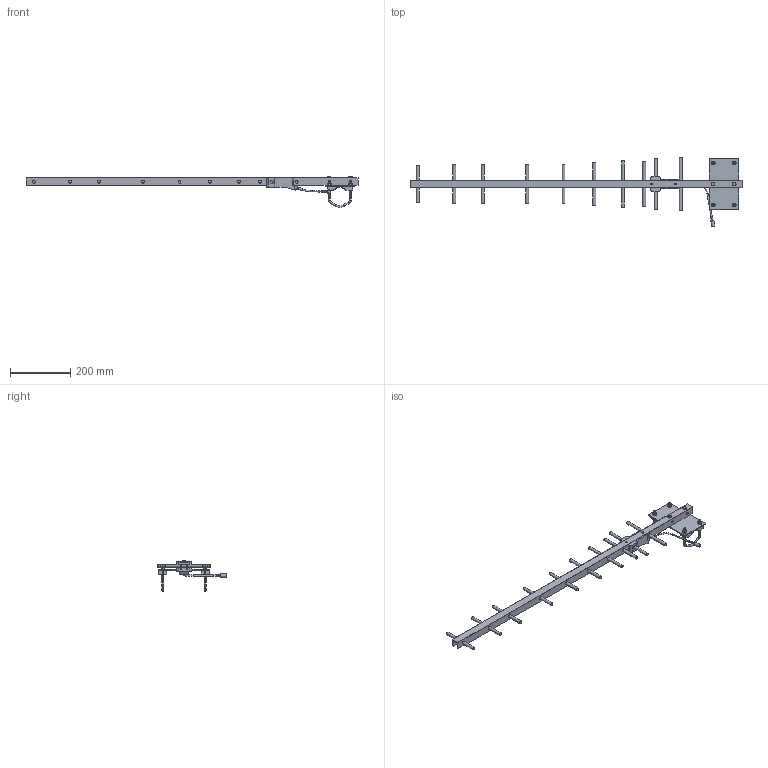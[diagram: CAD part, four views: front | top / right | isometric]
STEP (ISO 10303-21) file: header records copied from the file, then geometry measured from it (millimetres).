
FILE_DESCRIPTION (( 'STEP AP214' ), '1' );
FILE_NAME ('HG914Y.STEP', '2018-01-22T15:42:29', ( '' ), ( '' ), 'SwSTEP 2.0', 'SolidWorks 2014', '' );
FILE_SCHEMA (( 'AUTOMOTIVE_DESIGN' ));
Length unit declared in the file: inch
Products named in the file (1): HG914Y
Bounding box: 1098.55 x 230.67 x 102.45 mm (x, y, z)
Volume: 577017.4 mm3; surface area: 261592.1 mm2
Topology: 4 solids, 7 shells, 1015 faces, 2205 edges, 1262 vertices
Faces by surface type: cone 625, plane 265, cylinder 92, torus 27, bspline 6
Full cylindrical faces by diameter (mm): 2.032 x2, 2.343 x1, 3.014 x2, 4.089 x1, 4.576 x1, 5.004 x1, 6.172 x10, 6.35 x2, 6.655 x1, 7.061 x6, 7.188 x6, 9.703 x29, 10.668 x1, 12.04 x6, 13.056 x1
Entity records: 36129 total; most frequent: CARTESIAN_POINT 5817, DIRECTION 4165, ORIENTED_EDGE 2898, AXIS2_PLACEMENT_3D 1840, EDGE_LOOP 1821, EDGE_CURVE 1449, VERTEX_POINT 1216, FACE_OUTER_BOUND 1112
